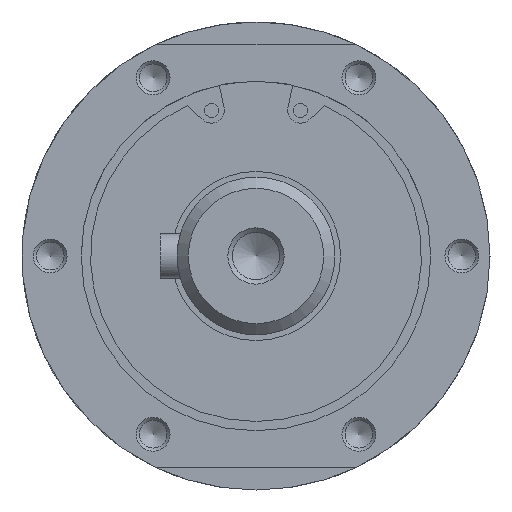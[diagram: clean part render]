
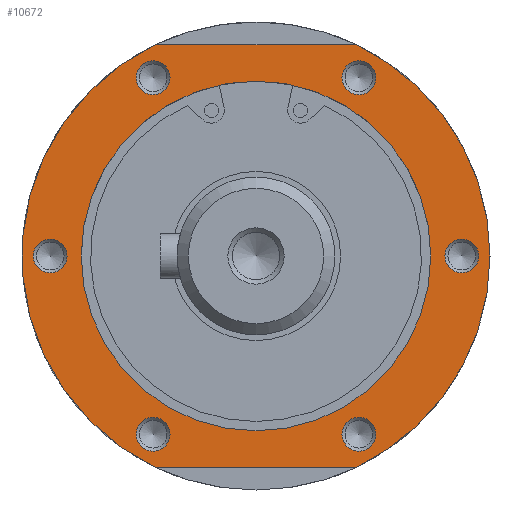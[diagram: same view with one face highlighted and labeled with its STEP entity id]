
A CAD part, left-side view. The second image highlights one B-rep face of the part: STEP entity #10672.
In plain terms, the highlighted planar face has unit normal (-1, 0, 0).
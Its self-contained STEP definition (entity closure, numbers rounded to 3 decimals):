
#83=FACE_BOUND('',#1683,.T.);
#84=FACE_BOUND('',#1684,.T.);
#85=FACE_BOUND('',#1685,.T.);
#86=FACE_BOUND('',#1686,.T.);
#87=FACE_BOUND('',#1687,.T.);
#88=FACE_BOUND('',#1688,.T.);
#89=FACE_BOUND('',#1689,.T.);
#326=PLANE('',#12153);
#1022=FACE_OUTER_BOUND('',#1682,.T.);
#1682=EDGE_LOOP('',(#9060,#9061,#9062,#9063,#9064));
#1683=EDGE_LOOP('',(#9065));
#1684=EDGE_LOOP('',(#9066));
#1685=EDGE_LOOP('',(#9067));
#1686=EDGE_LOOP('',(#9068,#9069));
#1687=EDGE_LOOP('',(#9070));
#1688=EDGE_LOOP('',(#9071));
#1689=EDGE_LOOP('',(#9072));
#2366=LINE('',#19400,#2889);
#2367=LINE('',#19406,#2890);
#2889=VECTOR('',#15458,10.);
#2890=VECTOR('',#15463,10.);
#3662=CIRCLE('',#12097,31.);
#3663=CIRCLE('',#12098,31.);
#3684=CIRCLE('',#12129,3.);
#3687=CIRCLE('',#12134,3.);
#3690=CIRCLE('',#12139,3.);
#3693=CIRCLE('',#12144,3.);
#3696=CIRCLE('',#12149,3.);
#3699=CIRCLE('',#12154,41.5);
#3700=CIRCLE('',#12155,41.5);
#3701=CIRCLE('',#12156,41.5);
#3702=CIRCLE('',#12157,3.);
#4680=VERTEX_POINT('',#19279);
#4681=VERTEX_POINT('',#19281);
#4708=VERTEX_POINT('',#19348);
#4711=VERTEX_POINT('',#19358);
#4714=VERTEX_POINT('',#19368);
#4717=VERTEX_POINT('',#19378);
#4720=VERTEX_POINT('',#19388);
#4723=VERTEX_POINT('',#19398);
#4724=VERTEX_POINT('',#19399);
#4725=VERTEX_POINT('',#19401);
#4726=VERTEX_POINT('',#19403);
#4727=VERTEX_POINT('',#19405);
#4728=VERTEX_POINT('',#19408);
#6152=EDGE_CURVE('',#4681,#4680,#3662,.T.);
#6153=EDGE_CURVE('',#4680,#4681,#3663,.T.);
#6182=EDGE_CURVE('',#4708,#4708,#3684,.T.);
#6187=EDGE_CURVE('',#4711,#4711,#3687,.T.);
#6192=EDGE_CURVE('',#4714,#4714,#3690,.T.);
#6197=EDGE_CURVE('',#4717,#4717,#3693,.T.);
#6202=EDGE_CURVE('',#4720,#4720,#3696,.T.);
#6207=EDGE_CURVE('',#4723,#4724,#2366,.T.);
#6208=EDGE_CURVE('',#4725,#4724,#3699,.T.);
#6209=EDGE_CURVE('',#4726,#4725,#3700,.T.);
#6210=EDGE_CURVE('',#4726,#4727,#2367,.T.);
#6211=EDGE_CURVE('',#4723,#4727,#3701,.T.);
#6212=EDGE_CURVE('',#4728,#4728,#3702,.T.);
#9060=ORIENTED_EDGE('',*,*,#6207,.T.);
#9061=ORIENTED_EDGE('',*,*,#6208,.F.);
#9062=ORIENTED_EDGE('',*,*,#6209,.F.);
#9063=ORIENTED_EDGE('',*,*,#6210,.T.);
#9064=ORIENTED_EDGE('',*,*,#6211,.F.);
#9065=ORIENTED_EDGE('',*,*,#6202,.F.);
#9066=ORIENTED_EDGE('',*,*,#6192,.F.);
#9067=ORIENTED_EDGE('',*,*,#6182,.F.);
#9068=ORIENTED_EDGE('',*,*,#6152,.T.);
#9069=ORIENTED_EDGE('',*,*,#6153,.T.);
#9070=ORIENTED_EDGE('',*,*,#6187,.F.);
#9071=ORIENTED_EDGE('',*,*,#6197,.F.);
#9072=ORIENTED_EDGE('',*,*,#6212,.F.);
#10672=ADVANCED_FACE('',(#1022,#83,#84,#85,#86,#87,#88,#89),#326,.T.);
#12097=AXIS2_PLACEMENT_3D('',#19282,#15326,#15327);
#12098=AXIS2_PLACEMENT_3D('',#19283,#15328,#15329);
#12129=AXIS2_PLACEMENT_3D('',#19349,#15398,#15399);
#12134=AXIS2_PLACEMENT_3D('',#19359,#15410,#15411);
#12139=AXIS2_PLACEMENT_3D('',#19369,#15422,#15423);
#12144=AXIS2_PLACEMENT_3D('',#19379,#15434,#15435);
#12149=AXIS2_PLACEMENT_3D('',#19389,#15446,#15447);
#12153=AXIS2_PLACEMENT_3D('',#19397,#15456,#15457);
#12154=AXIS2_PLACEMENT_3D('',#19402,#15459,#15460);
#12155=AXIS2_PLACEMENT_3D('',#19404,#15461,#15462);
#12156=AXIS2_PLACEMENT_3D('',#19407,#15464,#15465);
#12157=AXIS2_PLACEMENT_3D('',#19409,#15466,#15467);
#15326=DIRECTION('center_axis',(1.,0.,0.));
#15327=DIRECTION('ref_axis',(0.,1.,0.));
#15328=DIRECTION('center_axis',(1.,0.,0.));
#15329=DIRECTION('ref_axis',(0.,1.,0.));
#15398=DIRECTION('center_axis',(-1.,0.,0.));
#15399=DIRECTION('ref_axis',(0.,-0.866,-0.5));
#15410=DIRECTION('center_axis',(-1.,0.,0.));
#15411=DIRECTION('ref_axis',(0.,0.,-1.));
#15422=DIRECTION('center_axis',(-1.,0.,0.));
#15423=DIRECTION('ref_axis',(0.,-0.866,0.5));
#15434=DIRECTION('center_axis',(-1.,0.,0.));
#15435=DIRECTION('ref_axis',(0.,0.866,-0.5));
#15446=DIRECTION('center_axis',(-1.,0.,0.));
#15447=DIRECTION('ref_axis',(0.,0.,
1.));
#15456=DIRECTION('center_axis',(-1.,0.,0.));
#15457=DIRECTION('ref_axis',(0.,0.,1.));
#15458=DIRECTION('',(0.,-1.,0.));
#15459=DIRECTION('center_axis',(1.,0.,0.));
#15460=DIRECTION('ref_axis',(0.,1.,0.));
#15461=DIRECTION('center_axis',(1.,0.,0.));
#15462=DIRECTION('ref_axis',(0.,1.,0.));
#15463=DIRECTION('',(0.,1.,0.));
#15464=DIRECTION('center_axis',(1.,0.,0.));
#15465=DIRECTION('ref_axis',(0.,1.,0.));
#15466=DIRECTION('center_axis',(-1.,0.,0.));
#15467=DIRECTION('ref_axis',(0.,0.866,0.5));
#19279=CARTESIAN_POINT('',(-225.,-31.,0.));
#19281=CARTESIAN_POINT('',(-225.,31.,0.));
#19282=CARTESIAN_POINT('Origin',(-225.,0.,0.));
#19283=CARTESIAN_POINT('Origin',(-225.,0.,0.));
#19348=CARTESIAN_POINT('',(-225.,20.848,-30.11));
#19349=CARTESIAN_POINT('Origin',(-225.,18.25,-31.61));
#19358=CARTESIAN_POINT('',(-225.,36.5,3.));
#19359=CARTESIAN_POINT('Origin',(-225.,36.5,0.));
#19368=CARTESIAN_POINT('',(-225.,-15.652,-33.11));
#19369=CARTESIAN_POINT('Origin',(-225.,-18.25,-31.61));
#19378=CARTESIAN_POINT('',(-225.,15.652,33.11));
#19379=CARTESIAN_POINT('Origin',(-225.,18.25,31.61));
#19388=CARTESIAN_POINT('',(-225.,-36.5,-3.));
#19389=CARTESIAN_POINT('Origin',(-225.,-36.5,0.));
#19397=CARTESIAN_POINT('Origin',(-225.,36.25,0.));
#19398=CARTESIAN_POINT('',(-225.,17.776,-37.5));
#19399=CARTESIAN_POINT('',(-225.,-17.776,-37.5));
#19400=CARTESIAN_POINT('',(-225.,4.214,-37.5));
#19401=CARTESIAN_POINT('',(-225.,-41.5,0.));
#19402=CARTESIAN_POINT('Origin',(-225.,0.,0.));
#19403=CARTESIAN_POINT('',(-225.,-17.776,37.5));
#19404=CARTESIAN_POINT('Origin',(-225.,0.,0.));
#19405=CARTESIAN_POINT('',(-225.,17.776,37.5));
#19406=CARTESIAN_POINT('',(-225.,32.036,37.5));
#19407=CARTESIAN_POINT('Origin',(-225.,0.,0.));
#19408=CARTESIAN_POINT('',(-225.,-20.848,30.11));
#19409=CARTESIAN_POINT('Origin',(-225.,-18.25,31.61));
